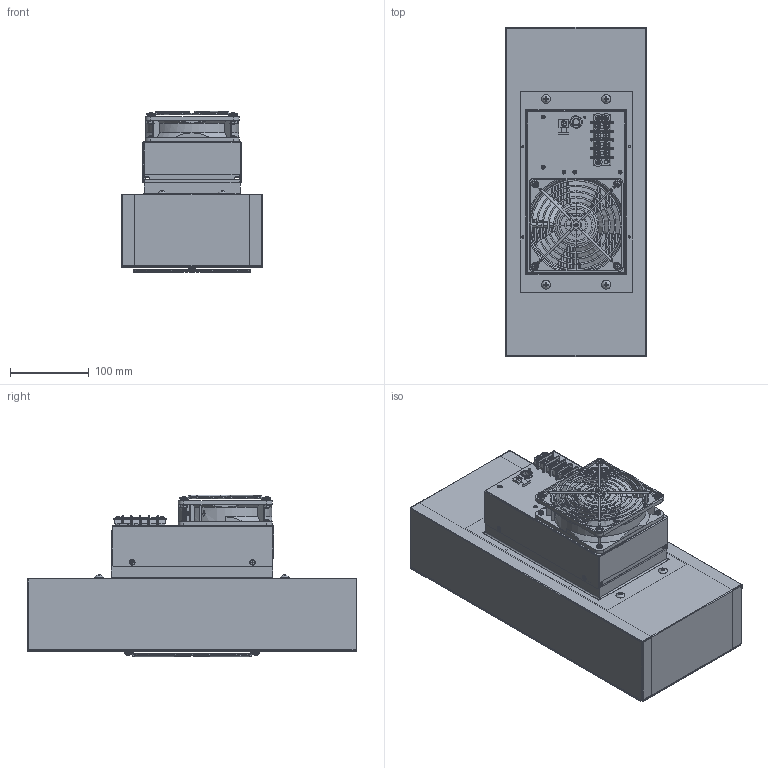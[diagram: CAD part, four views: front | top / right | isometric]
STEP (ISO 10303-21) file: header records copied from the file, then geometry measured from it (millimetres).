
FILE_DESCRIPTION (( 'STEP AP203' ), '1' );
FILE_NAME ('IHP-690 style A.STEP', '2016-05-11T15:56:49', ( '' ), ( '' ), 'SwSTEP 2.0', 'SolidWorks 2016', '' );
FILE_SCHEMA (( 'CONFIG_CONTROL_DESIGN' ));
Products named in the file (1): IHP-690 style A
Bounding box: 179.32 x 417 x 204.83 mm (x, y, z)
Surface area: 1506158.1 mm2 (no closed solid volume)
Topology: 0 solids, 187 shells, 1828 faces, 6745 edges, 4890 vertices
Faces by surface type: plane 832, cylinder 577, torus 156, cone 140, bspline 99, sphere 24
Entity records: 87443 total; most frequent: CARTESIAN_POINT 32664, DIRECTION 10949, ORIENTED_EDGE 10375, EDGE_CURVE 6744, VERTEX_POINT 4890, AXIS2_PLACEMENT_3D 3860, VECTOR 3229, LINE 3229
